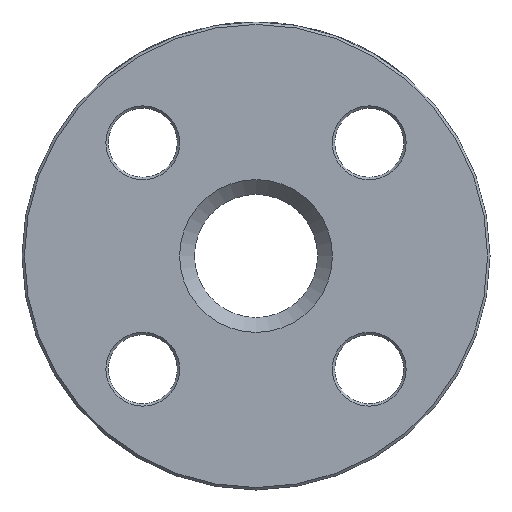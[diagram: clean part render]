
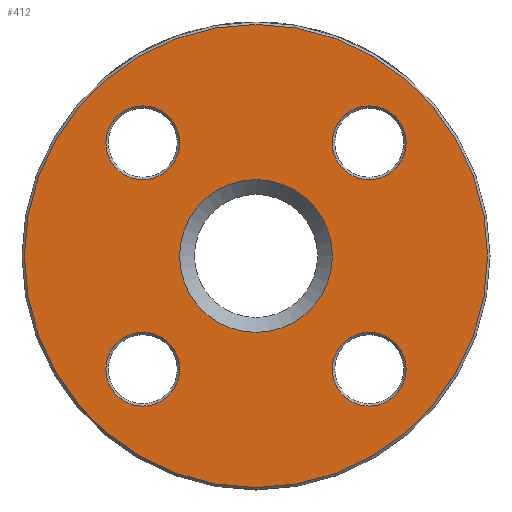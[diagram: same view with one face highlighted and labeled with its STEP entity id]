
A CAD part, left-side view. The second image highlights one B-rep face of the part: STEP entity #412.
In plain terms, the highlighted planar face has unit normal (-1, 0, 0).
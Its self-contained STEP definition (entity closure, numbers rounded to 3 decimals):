
#49 = VERTEX_POINT ( 'NONE', #139 ) ;
#89 = AXIS2_PLACEMENT_3D ( 'NONE', #3795, #2940, #3531 ) ;
#139 = CARTESIAN_POINT ( 'NONE',  ( 0., -22.981, 15.481 ) ) ;
#332 = CARTESIAN_POINT ( 'NONE',  ( 0., -22.981, -30.481 ) ) ;
#367 = CIRCLE ( 'NONE', #1643, 15.5 ) ;
#412 = ADVANCED_FACE ( 'NONE', ( #3179, #2094, #435, #3869, #4131, #1781 ), #1076, .F. ) ;
#435 = FACE_BOUND ( 'NONE', #1727, .T. ) ;
#439 = CIRCLE ( 'NONE', #4287, 7.5 ) ;
#565 = AXIS2_PLACEMENT_3D ( 'NONE', #2967, #1381, #2729 ) ;
#671 = ORIENTED_EDGE ( 'NONE', *, *, #2449, .T. ) ;
#752 = CARTESIAN_POINT ( 'NONE',  ( 0., 22.981, -30.481 ) ) ;
#776 = VERTEX_POINT ( 'NONE', #3120 ) ;
#784 = CARTESIAN_POINT ( 'NONE',  ( 0., 0., 0. ) ) ;
#818 = CARTESIAN_POINT ( 'NONE',  ( 0., 12.5, 0. ) ) ;
#832 = DIRECTION ( 'NONE',  ( 1., 0., 0. ) ) ;
#949 = EDGE_CURVE ( 'NONE', #3379, #3379, #3282, .T. ) ;
#1015 = CARTESIAN_POINT ( 'NONE',  ( 0., -22.981, -22.981 ) ) ;
#1046 = AXIS2_PLACEMENT_3D ( 'NONE', #1015, #2433, #1408 ) ;
#1076 = PLANE ( 'NONE',  #3004 ) ;
#1078 = ORIENTED_EDGE ( 'NONE', *, *, #3345, .T. ) ;
#1081 = VERTEX_POINT ( 'NONE', #752 ) ;
#1205 = EDGE_CURVE ( 'NONE', #1737, #1737, #3903, .T. ) ;
#1356 = AXIS2_PLACEMENT_3D ( 'NONE', #3766, #3151, #1747 ) ;
#1381 = DIRECTION ( 'NONE',  ( -1., 0., 0. ) ) ;
#1408 = DIRECTION ( 'NONE',  ( 0., 0., -1. ) ) ;
#1574 = CIRCLE ( 'NONE', #1356, 7.5 ) ;
#1643 = AXIS2_PLACEMENT_3D ( 'NONE', #784, #832, #1861 ) ;
#1727 = EDGE_LOOP ( 'NONE', ( #671 ) ) ;
#1737 = VERTEX_POINT ( 'NONE', #2783 ) ;
#1747 = DIRECTION ( 'NONE',  ( 0., 0., -1. ) ) ;
#1781 = FACE_BOUND ( 'NONE', #2619, .T. ) ;
#1787 = VERTEX_POINT ( 'NONE', #2831 ) ;
#1804 = DIRECTION ( 'NONE',  ( 1., 0., 0. ) ) ;
#1861 = DIRECTION ( 'NONE',  ( 0., 0., -1. ) ) ;
#1868 = CARTESIAN_POINT ( 'NONE',  ( 0., 22.981, -22.981 ) ) ;
#2094 = FACE_OUTER_BOUND ( 'NONE', #4362, .T. ) ;
#2263 = ORIENTED_EDGE ( 'NONE', *, *, #3240, .T. ) ;
#2333 = EDGE_CURVE ( 'NONE', #776, #776, #3417, .T. ) ;
#2433 = DIRECTION ( 'NONE',  ( 1., 0., 0. ) ) ;
#2449 = EDGE_CURVE ( 'NONE', #49, #49, #1574, .T. ) ;
#2619 = EDGE_LOOP ( 'NONE', ( #3064 ) ) ;
#2729 = DIRECTION ( 'NONE',  ( 0., 0., -1. ) ) ;
#2783 = CARTESIAN_POINT ( 'NONE',  ( 0., 0., -47. ) ) ;
#2831 = CARTESIAN_POINT ( 'NONE',  ( 0., 0., -15.5 ) ) ;
#2940 = DIRECTION ( 'NONE',  ( 1., 0., 0. ) ) ;
#2967 = CARTESIAN_POINT ( 'NONE',  ( 0., 0., 0. ) ) ;
#3004 = AXIS2_PLACEMENT_3D ( 'NONE', #818, #1804, #3843 ) ;
#3064 = ORIENTED_EDGE ( 'NONE', *, *, #2333, .T. ) ;
#3120 = CARTESIAN_POINT ( 'NONE',  ( 0., 22.981, 15.481 ) ) ;
#3151 = DIRECTION ( 'NONE',  ( 1., 0., 0. ) ) ;
#3179 = FACE_BOUND ( 'NONE', #4114, .T. ) ;
#3240 = EDGE_CURVE ( 'NONE', #1081, #1081, #439, .T. ) ;
#3242 = DIRECTION ( 'NONE',  ( 1., 0., 0. ) ) ;
#3282 = CIRCLE ( 'NONE', #1046, 7.5 ) ;
#3345 = EDGE_CURVE ( 'NONE', #1787, #1787, #367, .T. ) ;
#3379 = VERTEX_POINT ( 'NONE', #332 ) ;
#3417 = CIRCLE ( 'NONE', #89, 7.5 ) ;
#3498 = ORIENTED_EDGE ( 'NONE', *, *, #1205, .T. ) ;
#3531 = DIRECTION ( 'NONE',  ( 0., 0., -1. ) ) ;
#3766 = CARTESIAN_POINT ( 'NONE',  ( 0., -22.981, 22.981 ) ) ;
#3795 = CARTESIAN_POINT ( 'NONE',  ( 0., 22.981, 22.981 ) ) ;
#3843 = DIRECTION ( 'NONE',  ( 0., 0., -1. ) ) ;
#3869 = FACE_BOUND ( 'NONE', #4070, .T. ) ;
#3888 = DIRECTION ( 'NONE',  ( 0., 0., -1. ) ) ;
#3903 = CIRCLE ( 'NONE', #565, 47. ) ;
#3979 = ORIENTED_EDGE ( 'NONE', *, *, #949, .T. ) ;
#4070 = EDGE_LOOP ( 'NONE', ( #3979 ) ) ;
#4114 = EDGE_LOOP ( 'NONE', ( #1078 ) ) ;
#4131 = FACE_BOUND ( 'NONE', #4174, .T. ) ;
#4174 = EDGE_LOOP ( 'NONE', ( #2263 ) ) ;
#4287 = AXIS2_PLACEMENT_3D ( 'NONE', #1868, #3242, #3888 ) ;
#4362 = EDGE_LOOP ( 'NONE', ( #3498 ) ) ;
